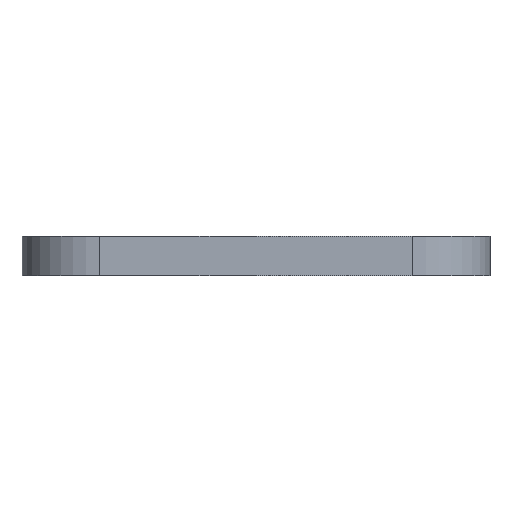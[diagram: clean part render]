
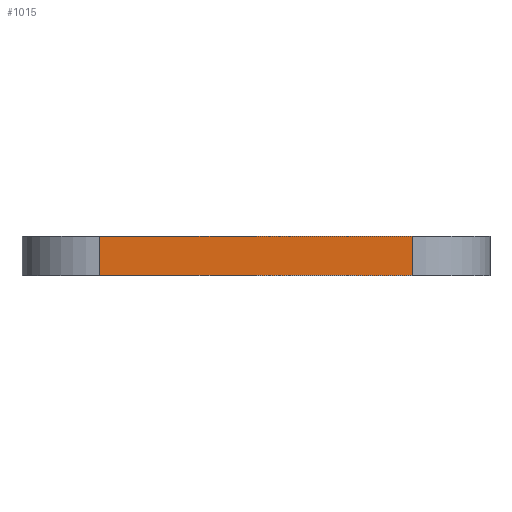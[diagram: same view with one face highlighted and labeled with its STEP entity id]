
A CAD part, front view. The second image highlights one B-rep face of the part: STEP entity #1015.
In plain terms, the highlighted planar face has unit normal (0, -1, 0).
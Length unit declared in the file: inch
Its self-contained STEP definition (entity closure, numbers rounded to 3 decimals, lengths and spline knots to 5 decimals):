
#17 = AXIS2_PLACEMENT_3D ( 'NONE', #740, #554, #732 ) ;
#31 = EDGE_CURVE ( 'NONE', #123, #543, #364, .T. ) ;
#43 = PLANE ( 'NONE',  #17 ) ;
#57 = EDGE_CURVE ( 'NONE', #543, #463, #392, .T. ) ;
#123 = VERTEX_POINT ( 'NONE', #628 ) ;
#149 = EDGE_LOOP ( 'NONE', ( #441, #283, #156, #420 ) ) ;
#156 = ORIENTED_EDGE ( 'NONE', *, *, #532, .F. ) ;
#219 = LINE ( 'NONE', #911, #986 ) ;
#266 = CARTESIAN_POINT ( 'NONE',  ( -0.5, -1.25, 0.125 ) ) ;
#283 = ORIENTED_EDGE ( 'NONE', *, *, #57, .T. ) ;
#321 = CARTESIAN_POINT ( 'NONE',  ( 0.5, -1.25, 0.125 ) ) ;
#364 = LINE ( 'NONE', #963, #487 ) ;
#371 = VECTOR ( 'NONE', #534, 39.37008 ) ;
#392 = LINE ( 'NONE', #733, #944 ) ;
#420 = ORIENTED_EDGE ( 'NONE', *, *, #623, .F. ) ;
#441 = ORIENTED_EDGE ( 'NONE', *, *, #31, .T. ) ;
#463 = VERTEX_POINT ( 'NONE', #321 ) ;
#487 = VECTOR ( 'NONE', #824, 39.37008 ) ;
#532 = EDGE_CURVE ( 'NONE', #619, #463, #889, .T. ) ;
#534 = DIRECTION ( 'NONE',  ( 1., 0., 0. ) ) ;
#543 = VERTEX_POINT ( 'NONE', #706 ) ;
#554 = DIRECTION ( 'NONE',  ( 0., 1., 0. ) ) ;
#619 = VERTEX_POINT ( 'NONE', #997 ) ;
#623 = EDGE_CURVE ( 'NONE', #123, #619, #219, .T. ) ;
#628 = CARTESIAN_POINT ( 'NONE',  ( -0.5, -1.25, 0. ) ) ;
#706 = CARTESIAN_POINT ( 'NONE',  ( 0.5, -1.25, 0. ) ) ;
#732 = DIRECTION ( 'NONE',  ( 0., 0., 1. ) ) ;
#733 = CARTESIAN_POINT ( 'NONE',  ( 0.5, -1.25, -2.5 ) ) ;
#740 = CARTESIAN_POINT ( 'NONE',  ( -0.5, -1.25, 0.125 ) ) ;
#817 = FACE_OUTER_BOUND ( 'NONE', #149, .T. ) ;
#824 = DIRECTION ( 'NONE',  ( 1., 0., 0. ) ) ;
#889 = LINE ( 'NONE', #266, #371 ) ;
#911 = CARTESIAN_POINT ( 'NONE',  ( -0.5, -1.25, -2.5 ) ) ;
#944 = VECTOR ( 'NONE', #1092, 39.37008 ) ;
#963 = CARTESIAN_POINT ( 'NONE',  ( -0.5, -1.25, 0. ) ) ;
#986 = VECTOR ( 'NONE', #1099, 39.37008 ) ;
#997 = CARTESIAN_POINT ( 'NONE',  ( -0.5, -1.25, 0.125 ) ) ;
#1015 = ADVANCED_FACE ( 'NONE', ( #817 ), #43, .F. ) ;
#1092 = DIRECTION ( 'NONE',  ( 0., 0., 1. ) ) ;
#1099 = DIRECTION ( 'NONE',  ( 0., 0., 1. ) ) ;
